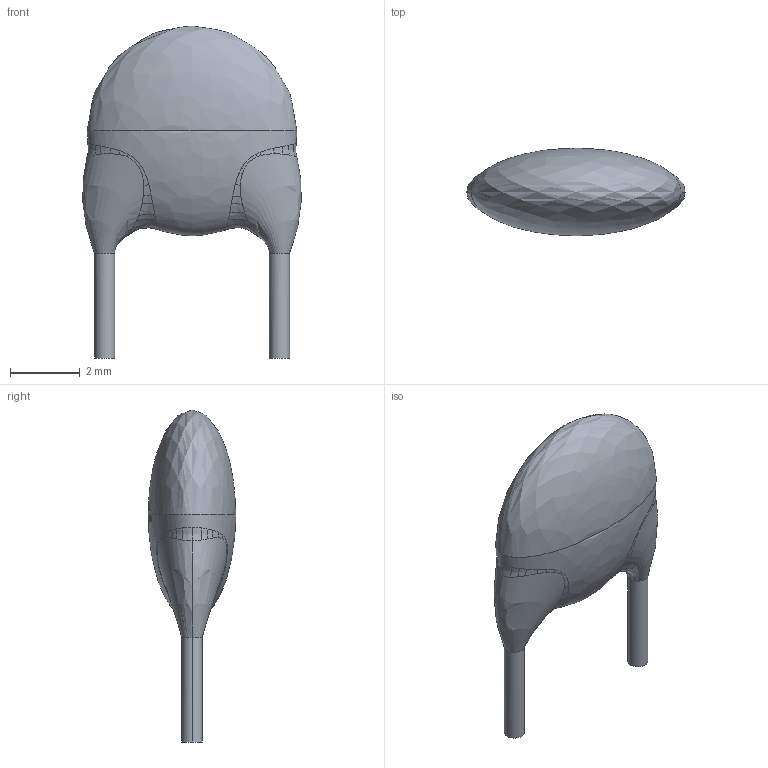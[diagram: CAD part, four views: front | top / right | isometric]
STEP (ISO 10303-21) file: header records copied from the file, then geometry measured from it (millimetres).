
FILE_DESCRIPTION (( 'STEP AP214' ), '1' );
FILE_NAME ('CAP-TH_L6.0-W2.5-P5.0.step', '2022-07-01T08:59:58', ( '' ), ( '' ), 'SwSTEP 2.0', 'SolidWorks 2020', '' );
FILE_SCHEMA (( 'AUTOMOTIVE_DESIGN' ));
Length unit declared in the file: millimetre
Products named in the file (1): CAP-TH_L6.0-W2.5-P5.0
Bounding box: 6.25 x 2.5 x 9.5 mm (x, y, z)
Volume: 53.8 mm3; surface area: 94.9 mm2
Topology: 1 solids, 1 shells, 300 faces, 842 edges, 556 vertices
Faces by surface type: bspline 294, cylinder 4, plane 2
Entity records: 18674 total; most frequent: CARTESIAN_POINT 10197, ORIENTED_EDGE 1676, EDGE_CURVE 838, B_SPLINE_CURVE_WITH_KNOTS 820, VERTEX_POINT 556, EDGE_LOOP 316, UNCERTAINTY_MEASURE_WITH_UNIT 303, STYLED_ITEM 302
